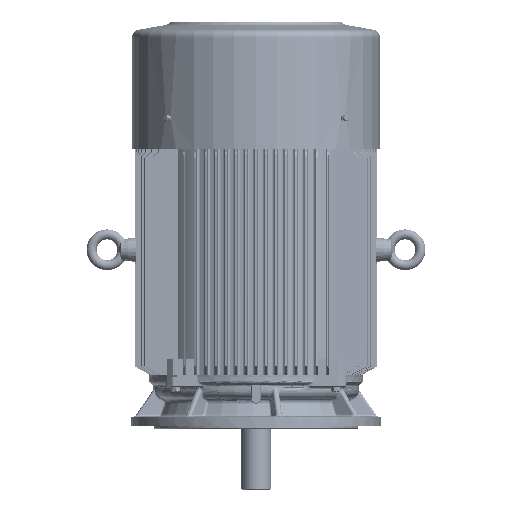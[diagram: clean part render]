
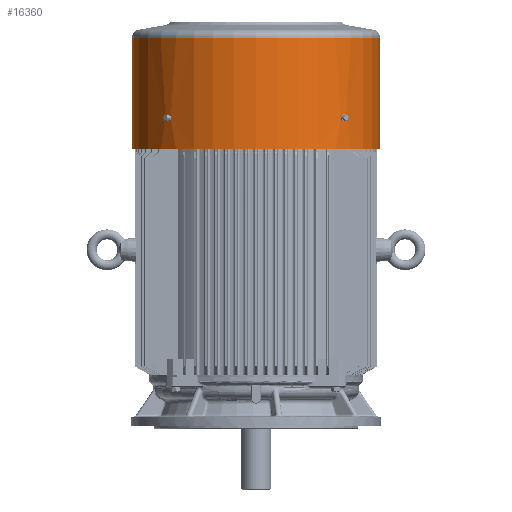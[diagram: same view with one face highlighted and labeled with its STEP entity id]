
A CAD part, left-side view. The second image highlights one B-rep face of the part: STEP entity #16360.
In plain terms, the highlighted cylindrical face has radius 273.5 mm (diameter 547 mm), a partial arc.
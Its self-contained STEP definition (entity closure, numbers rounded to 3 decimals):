
#3504=B_SPLINE_CURVE_WITH_KNOTS('',3,(#353538,#353539,#353540,#353541,#353542,
#353543),.UNSPECIFIED.,.F.,.F.,(4,2,4),(0.,0.5,1.),.UNSPECIFIED.);
#3508=B_SPLINE_CURVE_WITH_KNOTS('',3,(#353576,#353577,#353578,#353579,#353580,
#353581),.UNSPECIFIED.,.F.,.F.,(4,2,4),(0.,0.5,1.),.UNSPECIFIED.);
#3602=B_SPLINE_CURVE_WITH_KNOTS('',3,(#354706,#354707,#354708,#354709,#354710,
#354711,#354712,#354713,#354714,#354715),.UNSPECIFIED.,.F.,.F.,(4,2,2,2,
4),(0.,0.25,0.5,0.75,1.),.UNSPECIFIED.);
#3603=B_SPLINE_CURVE_WITH_KNOTS('',3,(#354719,#354720,#354721,#354722,#354723,
#354724),.UNSPECIFIED.,.F.,.F.,(4,2,4),(0.,0.5,1.),.UNSPECIFIED.);
#3604=B_SPLINE_CURVE_WITH_KNOTS('',3,(#354727,#354728,#354729,#354730,#354731,
#354732,#354733,#354734,#354735,#354736),.UNSPECIFIED.,.F.,.F.,(4,2,2,2,
4),(0.,0.25,0.5,0.75,1.),.UNSPECIFIED.);
#3605=B_SPLINE_CURVE_WITH_KNOTS('',3,(#354740,#354741,#354742,#354743,#354744,
#354745),.UNSPECIFIED.,.F.,.F.,(4,2,4),(0.,0.5,1.),.UNSPECIFIED.);
#10808=FACE_BOUND('',#42477,.T.);
#10809=FACE_BOUND('',#42478,.T.);
#10810=FACE_BOUND('',#42479,.T.);
#16360=ADVANCED_FACE('',(#10808,#10809,#10810),#24337,.T.);
#24337=CYLINDRICAL_SURFACE('',#211968,273.5);
#42477=EDGE_LOOP('',(#104386,#104387,#104388,#104389,#104390));
#42478=EDGE_LOOP('',(#104391,#104392,#104393,#104394,#104395));
#42479=EDGE_LOOP('',(#104396,#104397,#104398,#104399));
#54399=LINE('',#354746,#71402);
#54400=LINE('',#354750,#71403);
#71402=VECTOR('',#242334,1.);
#71403=VECTOR('',#242337,1.);
#104386=ORIENTED_EDGE('',*,*,#174752,.F.);
#104387=ORIENTED_EDGE('',*,*,#174949,.F.);
#104388=ORIENTED_EDGE('',*,*,#174950,.F.);
#104389=ORIENTED_EDGE('',*,*,#174951,.F.);
#104390=ORIENTED_EDGE('',*,*,#174952,.F.);
#104391=ORIENTED_EDGE('',*,*,#174953,.T.);
#104392=ORIENTED_EDGE('',*,*,#174954,.T.);
#104393=ORIENTED_EDGE('',*,*,#174955,.T.);
#104394=ORIENTED_EDGE('',*,*,#174956,.T.);
#104395=ORIENTED_EDGE('',*,*,#174760,.T.);
#104396=ORIENTED_EDGE('',*,*,#174810,.T.);
#104397=ORIENTED_EDGE('',*,*,#174957,.T.);
#104398=ORIENTED_EDGE('',*,*,#174958,.F.);
#104399=ORIENTED_EDGE('',*,*,#174959,.F.);
#151436=VERTEX_POINT('',#353544);
#151437=VERTEX_POINT('',#353545);
#151444=VERTEX_POINT('',#353582);
#151445=VERTEX_POINT('',#353583);
#151478=VERTEX_POINT('',#353683);
#151479=VERTEX_POINT('',#353685);
#151612=VERTEX_POINT('',#354705);
#151613=VERTEX_POINT('',#354716);
#151614=VERTEX_POINT('',#354718);
#151615=VERTEX_POINT('',#354726);
#151616=VERTEX_POINT('',#354737);
#151617=VERTEX_POINT('',#354739);
#151618=VERTEX_POINT('',#354747);
#151619=VERTEX_POINT('',#354749);
#174752=EDGE_CURVE('',#151436,#151437,#3504,.T.);
#174760=EDGE_CURVE('',#151444,#151445,#3508,.T.);
#174810=EDGE_CURVE('',#151479,#151478,#198524,.T.);
#174949=EDGE_CURVE('',#151612,#151436,#198569,.T.);
#174950=EDGE_CURVE('',#151613,#151612,#3602,.T.);
#174951=EDGE_CURVE('',#151614,#151613,#198570,.T.);
#174952=EDGE_CURVE('',#151437,#151614,#3603,.T.);
#174953=EDGE_CURVE('',#151445,#151615,#198571,.T.);
#174954=EDGE_CURVE('',#151615,#151616,#3604,.T.);
#174955=EDGE_CURVE('',#151616,#151617,#198572,.T.);
#174956=EDGE_CURVE('',#151617,#151444,#3605,.T.);
#174957=EDGE_CURVE('',#151478,#151618,#54399,.T.);
#174958=EDGE_CURVE('',#151619,#151618,#198573,.T.);
#174959=EDGE_CURVE('',#151479,#151619,#54400,.T.);
#198524=CIRCLE('',#211914,273.5);
#198569=CIRCLE('',#211963,273.5);
#198570=CIRCLE('',#211964,273.5);
#198571=CIRCLE('',#211965,273.5);
#198572=CIRCLE('',#211966,273.5);
#198573=CIRCLE('',#211967,273.5);
#211914=AXIS2_PLACEMENT_3D('',#353684,#242226,#242227);
#211963=AXIS2_PLACEMENT_3D('',#354704,#242326,#242327);
#211964=AXIS2_PLACEMENT_3D('',#354717,#242328,#242329);
#211965=AXIS2_PLACEMENT_3D('',#354725,#242330,#242331);
#211966=AXIS2_PLACEMENT_3D('',#354738,#242332,#242333);
#211967=AXIS2_PLACEMENT_3D('',#354748,#242335,#242336);
#211968=AXIS2_PLACEMENT_3D('',#354751,#242338,#242339);
#242226=DIRECTION('',(0.,0.,-1.));
#242227=DIRECTION('',(-0.003,-1.,0.));
#242326=DIRECTION('',(0.,0.,1.));
#242327=DIRECTION('',(0.003,1.,0.));
#242328=DIRECTION('',(0.,0.,-1.));
#242329=DIRECTION('',(-0.003,-1.,0.));
#242330=DIRECTION('',(0.,0.,-1.));
#242331=DIRECTION('',(-0.003,-1.,0.));
#242332=DIRECTION('',(0.,0.,1.));
#242333=DIRECTION('',(0.003,1.,0.));
#242334=DIRECTION('',(0.,0.,-1.));
#242335=DIRECTION('',(0.,0.,-1.));
#242336=DIRECTION('',(-0.003,-1.,0.));
#242337=DIRECTION('',(0.,0.,-1.));
#242338=DIRECTION('',(0.,0.,-1.));
#242339=DIRECTION('',(0.003,1.,0.));
#353538=CARTESIAN_POINT('',(9.092,494.087,727.844));
#353539=CARTESIAN_POINT('',(8.169,493.143,727.844));
#353540=CARTESIAN_POINT('',(7.274,492.212,728.386));
#353541=CARTESIAN_POINT('',(6.001,490.875,730.229));
#353542=CARTESIAN_POINT('',(5.629,490.479,731.524));
#353543=CARTESIAN_POINT('',(5.629,490.479,732.844));
#353544=CARTESIAN_POINT('',(9.092,494.087,727.844));
#353545=CARTESIAN_POINT('',(5.629,490.479,732.844));
#353576=CARTESIAN_POINT('',(17.098,103.861,732.844));
#353577=CARTESIAN_POINT('',(17.098,103.861,731.524));
#353578=CARTESIAN_POINT('',(16.703,104.232,730.232));
#353579=CARTESIAN_POINT('',(15.367,105.504,728.388));
#353580=CARTESIAN_POINT('',(14.434,106.401,727.844));
#353581=CARTESIAN_POINT('',(13.489,107.325,727.844));
#353582=CARTESIAN_POINT('',(17.098,103.861,732.844));
#353583=CARTESIAN_POINT('',(13.489,107.325,727.844));
#353683=CARTESIAN_POINT('',(205.563,576.403,909.058));
#353684=CARTESIAN_POINT('',(204.672,302.904,909.058));
#353685=CARTESIAN_POINT('',(203.781,29.406,909.058));
#354704=CARTESIAN_POINT('',(204.672,302.904,727.844));
#354705=CARTESIAN_POINT('',(14.768,499.726,727.844));
#354706=CARTESIAN_POINT('',(14.768,499.726,737.844));
#354707=CARTESIAN_POINT('',(15.718,500.643,737.844));
#354708=CARTESIAN_POINT('',(16.656,501.532,737.303));
#354709=CARTESIAN_POINT('',(18.,502.797,735.458));
#354710=CARTESIAN_POINT('',(18.398,503.165,734.152));
#354711=CARTESIAN_POINT('',(18.399,503.166,731.544));
#354712=CARTESIAN_POINT('',(18.01,502.805,730.245));
#354713=CARTESIAN_POINT('',(16.65,501.527,728.378));
#354714=CARTESIAN_POINT('',(15.718,500.643,727.844));
#354715=CARTESIAN_POINT('',(14.768,499.726,727.844));
#354716=CARTESIAN_POINT('',(14.768,499.726,737.844));
#354717=CARTESIAN_POINT('',(204.672,302.904,737.844));
#354718=CARTESIAN_POINT('',(9.092,494.087,737.844));
#354719=CARTESIAN_POINT('',(5.629,490.479,732.844));
#354720=CARTESIAN_POINT('',(5.629,490.479,734.165));
#354721=CARTESIAN_POINT('',(6.,490.874,735.457));
#354722=CARTESIAN_POINT('',(7.272,492.209,737.301));
#354723=CARTESIAN_POINT('',(8.169,493.143,737.844));
#354724=CARTESIAN_POINT('',(9.092,494.087,737.844));
#354725=CARTESIAN_POINT('',(204.672,302.904,727.844));
#354726=CARTESIAN_POINT('',(7.851,113.,727.844));
#354727=CARTESIAN_POINT('',(7.851,113.,727.844));
#354728=CARTESIAN_POINT('',(6.933,113.951,727.844));
#354729=CARTESIAN_POINT('',(6.044,114.888,728.386));
#354730=CARTESIAN_POINT('',(4.78,116.233,730.231));
#354731=CARTESIAN_POINT('',(4.412,116.63,731.537));
#354732=CARTESIAN_POINT('',(4.411,116.631,734.145));
#354733=CARTESIAN_POINT('',(4.771,116.242,735.444));
#354734=CARTESIAN_POINT('',(6.049,114.883,737.311));
#354735=CARTESIAN_POINT('',(6.933,113.951,737.844));
#354736=CARTESIAN_POINT('',(7.851,113.,737.844));
#354737=CARTESIAN_POINT('',(7.851,113.,737.844));
#354738=CARTESIAN_POINT('',(204.672,302.904,737.844));
#354739=CARTESIAN_POINT('',(13.489,107.325,737.844));
#354740=CARTESIAN_POINT('',(13.489,107.325,737.844));
#354741=CARTESIAN_POINT('',(14.434,106.401,737.844));
#354742=CARTESIAN_POINT('',(15.365,105.507,737.303));
#354743=CARTESIAN_POINT('',(16.701,104.234,735.46));
#354744=CARTESIAN_POINT('',(17.098,103.861,734.165));
#354745=CARTESIAN_POINT('',(17.098,103.861,732.844));
#354746=CARTESIAN_POINT('',(205.563,576.403,949.065));
#354747=CARTESIAN_POINT('',(205.563,576.403,663.844));
#354748=CARTESIAN_POINT('',(204.672,302.904,663.844));
#354749=CARTESIAN_POINT('',(203.781,29.406,663.844));
#354750=CARTESIAN_POINT('',(203.781,29.406,949.065));
#354751=CARTESIAN_POINT('',(204.672,302.904,949.065));
